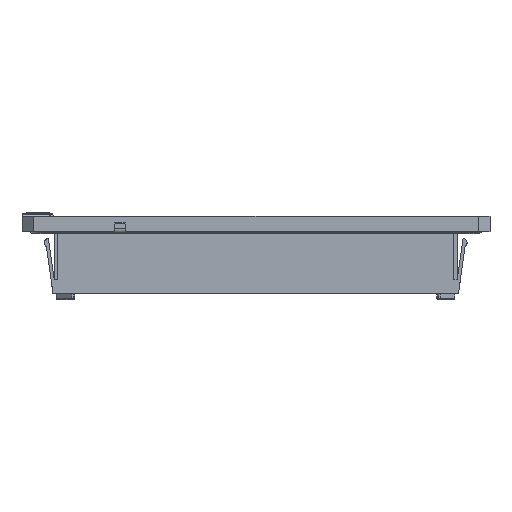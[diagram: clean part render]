
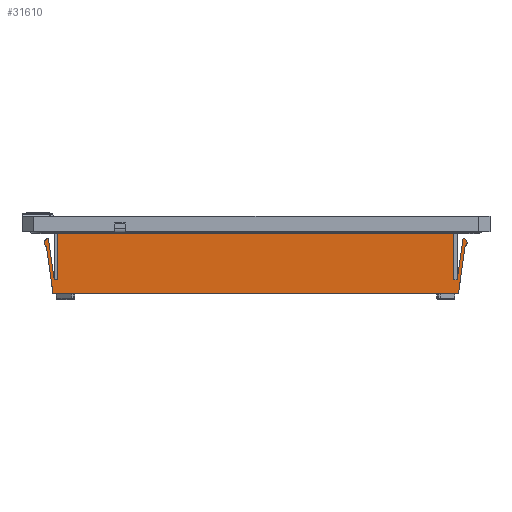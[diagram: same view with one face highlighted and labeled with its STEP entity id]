
A CAD part, left-side view. The second image highlights one B-rep face of the part: STEP entity #31610.
In plain terms, the highlighted planar face has unit normal (-1, 0, 0).
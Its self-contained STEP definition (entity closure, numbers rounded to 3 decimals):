
#2990=FACE_OUTER_BOUND('',#4698,.T.);
#4698=EDGE_LOOP('',(#23940,#23941,#23942,#23943,#23944,#23945,#23946,#23947,
#23948,#23949,#23950,#23951,#23952,#23953));
#6136=CIRCLE('',#33692,2.);
#6138=CIRCLE('',#33695,2.);
#6140=CIRCLE('',#33698,2.);
#6141=CIRCLE('',#33699,2.);
#8635=LINE('',#52670,#11043);
#8636=LINE('',#52672,#11044);
#8637=LINE('',#52674,#11045);
#8638=LINE('',#52676,#11046);
#8639=LINE('',#52678,#11047);
#8640=LINE('',#52680,#11048);
#8641=LINE('',#52682,#11049);
#8642=LINE('',#52688,#11050);
#8643=LINE('',#52690,#11051);
#8644=LINE('',#52691,#11052);
#11043=VECTOR('',#39287,10.);
#11044=VECTOR('',#39288,10.);
#11045=VECTOR('',#39289,10.);
#11046=VECTOR('',#39290,10.);
#11047=VECTOR('',#39291,10.);
#11048=VECTOR('',#39292,10.);
#11049=VECTOR('',#39293,10.);
#11050=VECTOR('',#39298,10.);
#11051=VECTOR('',#39299,10.);
#11052=VECTOR('',#39300,10.);
#13377=VERTEX_POINT('',#52654);
#13378=VERTEX_POINT('',#52655);
#13381=VERTEX_POINT('',#52663);
#13383=VERTEX_POINT('',#52669);
#13384=VERTEX_POINT('',#52671);
#13385=VERTEX_POINT('',#52673);
#13386=VERTEX_POINT('',#52675);
#13387=VERTEX_POINT('',#52677);
#13388=VERTEX_POINT('',#52679);
#13389=VERTEX_POINT('',#52681);
#13390=VERTEX_POINT('',#52683);
#13391=VERTEX_POINT('',#52685);
#13392=VERTEX_POINT('',#52687);
#13393=VERTEX_POINT('',#52689);
#17107=EDGE_CURVE('',#13377,#13378,#6136,.T.);
#17111=EDGE_CURVE('',#13378,#13381,#6138,.T.);
#17114=EDGE_CURVE('',#13377,#13383,#8635,.T.);
#17115=EDGE_CURVE('',#13383,#13384,#8636,.T.);
#17116=EDGE_CURVE('',#13384,#13385,#8637,.T.);
#17117=EDGE_CURVE('',#13385,#13386,#8638,.T.);
#17118=EDGE_CURVE('',#13386,#13387,#8639,.T.);
#17119=EDGE_CURVE('',#13387,#13388,#8640,.T.);
#17120=EDGE_CURVE('',#13388,#13389,#8641,.T.);
#17121=EDGE_CURVE('',#13390,#13389,#6140,.T.);
#17122=EDGE_CURVE('',#13391,#13390,#6141,.T.);
#17123=EDGE_CURVE('',#13391,#13392,#8642,.T.);
#17124=EDGE_CURVE('',#13392,#13393,#8643,.T.);
#17125=EDGE_CURVE('',#13393,#13381,#8644,.T.);
#23940=ORIENTED_EDGE('',*,*,#17107,.F.);
#23941=ORIENTED_EDGE('',*,*,#17114,.T.);
#23942=ORIENTED_EDGE('',*,*,#17115,.T.);
#23943=ORIENTED_EDGE('',*,*,#17116,.T.);
#23944=ORIENTED_EDGE('',*,*,#17117,.T.);
#23945=ORIENTED_EDGE('',*,*,#17118,.T.);
#23946=ORIENTED_EDGE('',*,*,#17119,.T.);
#23947=ORIENTED_EDGE('',*,*,#17120,.T.);
#23948=ORIENTED_EDGE('',*,*,#17121,.F.);
#23949=ORIENTED_EDGE('',*,*,#17122,.F.);
#23950=ORIENTED_EDGE('',*,*,#17123,.T.);
#23951=ORIENTED_EDGE('',*,*,#17124,.T.);
#23952=ORIENTED_EDGE('',*,*,#17125,.T.);
#23953=ORIENTED_EDGE('',*,*,#17111,.F.);
#29052=PLANE('',#33697);
#31610=ADVANCED_FACE('',(#2990),#29052,.T.);
#33692=AXIS2_PLACEMENT_3D('',#52656,#39272,#39273);
#33695=AXIS2_PLACEMENT_3D('',#52664,#39280,#39281);
#33697=AXIS2_PLACEMENT_3D('',#52668,#39285,#39286);
#33698=AXIS2_PLACEMENT_3D('',#52684,#39294,#39295);
#33699=AXIS2_PLACEMENT_3D('',#52686,#39296,#39297);
#39272=DIRECTION('center_axis',(1.,0.,0.));
#39273=DIRECTION('ref_axis',(0.,-0.747,-0.665));
#39280=DIRECTION('center_axis',(-1.,0.,0.));
#39281=DIRECTION('ref_axis',(0.,0.818,0.576));
#39285=DIRECTION('center_axis',(-1.,0.,0.));
#39286=DIRECTION('ref_axis',(0.,-1.,0.));
#39287=DIRECTION('',(0.,0.138,-0.99));
#39288=DIRECTION('',(0.,1.,0.));
#39289=DIRECTION('',(0.,0.,1.));
#39290=DIRECTION('',(0.,1.,0.));
#39291=DIRECTION('',(0.,0.,-1.));
#39292=DIRECTION('',(0.,1.,0.));
#39293=DIRECTION('',(0.,0.138,0.99));
#39294=DIRECTION('center_axis',(1.,0.,0.));
#39295=DIRECTION('ref_axis',(0.,0.747,-0.665));
#39296=DIRECTION('center_axis',(-1.,0.,0.));
#39297=DIRECTION('ref_axis',(0.,-0.818,0.576));
#39298=DIRECTION('',(0.,-0.138,-0.99));
#39299=DIRECTION('',(0.,-1.,0.));
#39300=DIRECTION('',(0.,-0.138,0.99));
#52654=CARTESIAN_POINT('',(-49.99,-41.545,9.25));
#52655=CARTESIAN_POINT('',(-49.99,-42.759,5.939));
#52656=CARTESIAN_POINT('Origin',(-49.99,-41.265,7.27));
#52663=CARTESIAN_POINT('',(-49.99,-42.272,4.884));
#52664=CARTESIAN_POINT('Origin',(-49.99,-44.253,4.609));
#52668=CARTESIAN_POINT('Origin',(-49.99,134.955,-14.75));
#52669=CARTESIAN_POINT('',(-49.99,-39.045,-8.75));
#52670=CARTESIAN_POINT('',(-49.99,-41.545,9.25));
#52671=CARTESIAN_POINT('',(-49.99,-37.545,-8.75));
#52672=CARTESIAN_POINT('',(-49.99,47.955,-8.75));
#52673=CARTESIAN_POINT('',(-49.99,-37.545,13.25));
#52674=CARTESIAN_POINT('',(-49.99,-37.545,-11.75));
#52675=CARTESIAN_POINT('',(-49.99,133.455,13.25));
#52676=CARTESIAN_POINT('',(-49.99,91.455,13.25));
#52677=CARTESIAN_POINT('',(-49.99,133.455,-8.75));
#52678=CARTESIAN_POINT('',(-49.99,133.455,-0.75));
#52679=CARTESIAN_POINT('',(-49.99,134.955,-8.75));
#52680=CARTESIAN_POINT('',(-49.99,134.205,-8.75));
#52681=CARTESIAN_POINT('',(-49.99,137.455,9.25));
#52682=CARTESIAN_POINT('',(-49.99,134.955,-8.75));
#52683=CARTESIAN_POINT('',(-49.99,138.67,5.939));
#52684=CARTESIAN_POINT('Origin',(-49.99,137.176,7.27));
#52685=CARTESIAN_POINT('',(-49.99,138.182,4.884));
#52686=CARTESIAN_POINT('Origin',(-49.99,140.163,4.609));
#52687=CARTESIAN_POINT('',(-49.99,135.455,-14.75));
#52688=CARTESIAN_POINT('',(-49.99,138.324,5.904));
#52689=CARTESIAN_POINT('',(-49.99,-39.545,-14.75));
#52690=CARTESIAN_POINT('',(-49.99,135.455,-14.75));
#52691=CARTESIAN_POINT('',(-49.99,-39.545,-14.75));
